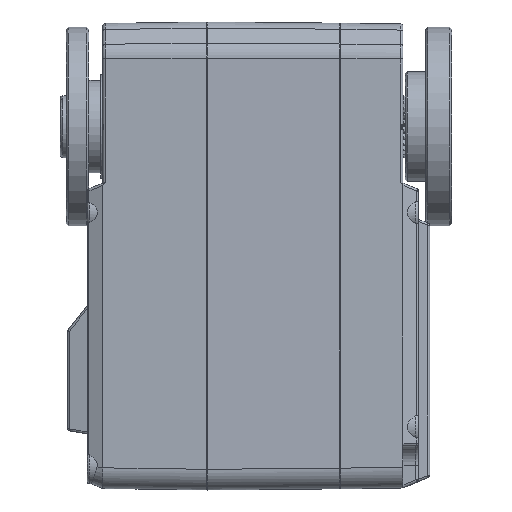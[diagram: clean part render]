
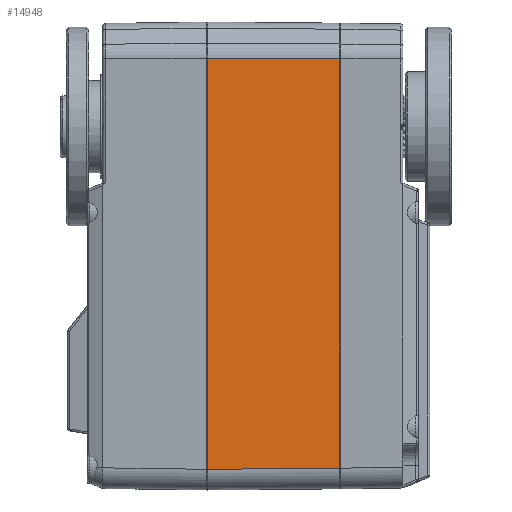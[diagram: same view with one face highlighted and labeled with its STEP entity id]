
A CAD part, front view. The second image highlights one B-rep face of the part: STEP entity #14948.
In plain terms, the highlighted planar face has unit normal (0.009, -1, 0).
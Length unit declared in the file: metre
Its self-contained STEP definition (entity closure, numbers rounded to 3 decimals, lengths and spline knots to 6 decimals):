
#542=PLANE('',#16424);
#2756=LINE('',#30291,#3953);
#2757=LINE('',#30295,#3954);
#2758=LINE('',#30298,#3955);
#2759=LINE('',#30299,#3956);
#3953=VECTOR('',#20303,1.);
#3954=VECTOR('',#20308,1.);
#3955=VECTOR('',#20309,1.);
#3956=VECTOR('',#20310,1.);
#7914=ORIENTED_EDGE('',*,*,#10446,.F.);
#7915=ORIENTED_EDGE('',*,*,#10447,.F.);
#7916=ORIENTED_EDGE('',*,*,#10444,.F.);
#7917=ORIENTED_EDGE('',*,*,#10448,.T.);
#10444=EDGE_CURVE('',#12000,#12001,#2756,.T.);
#10446=EDGE_CURVE('',#12002,#12003,#2757,.T.);
#10447=EDGE_CURVE('',#12001,#12002,#2758,.T.);
#10448=EDGE_CURVE('',#12000,#12003,#2759,.T.);
#12000=VERTEX_POINT('',#30290);
#12001=VERTEX_POINT('',#30292);
#12002=VERTEX_POINT('',#30296);
#12003=VERTEX_POINT('',#30297);
#13122=EDGE_LOOP('',(#7914,#7915,#7916,#7917));
#14084=FACE_BOUND('',#13122,.T.);
#14948=ADVANCED_FACE('',(#14084),#542,.T.);
#16424=AXIS2_PLACEMENT_3D('',#30294,#20306,#20307);
#20303=DIRECTION('',(1.,0.009,-0.004));
#20306=DIRECTION('',(0.009,-1.,0.));
#20307=DIRECTION('',(0.,0.,-1.));
#20308=DIRECTION('',(-1.,-0.009,-0.009));
#20309=DIRECTION('',(0.,0.,-1.));
#20310=DIRECTION('',(0.,0.,-1.));
#30290=CARTESIAN_POINT('',(-0.286148,-0.001293,0.11778));
#30291=CARTESIAN_POINT('',(-0.286148,-0.001293,0.11778));
#30292=CARTESIAN_POINT('',(-0.273348,-0.001181,0.117733));
#30294=CARTESIAN_POINT('',(-0.273348,-0.001181,0.12214));
#30295=CARTESIAN_POINT('',(-0.273348,-0.001181,0.078162));
#30296=CARTESIAN_POINT('',(-0.273348,-0.001181,0.078162));
#30297=CARTESIAN_POINT('',(-0.286148,-0.001293,0.07805));
#30298=CARTESIAN_POINT('',(-0.273348,-0.001181,0.117733));
#30299=CARTESIAN_POINT('',(-0.286148,-0.001293,0.11778));
